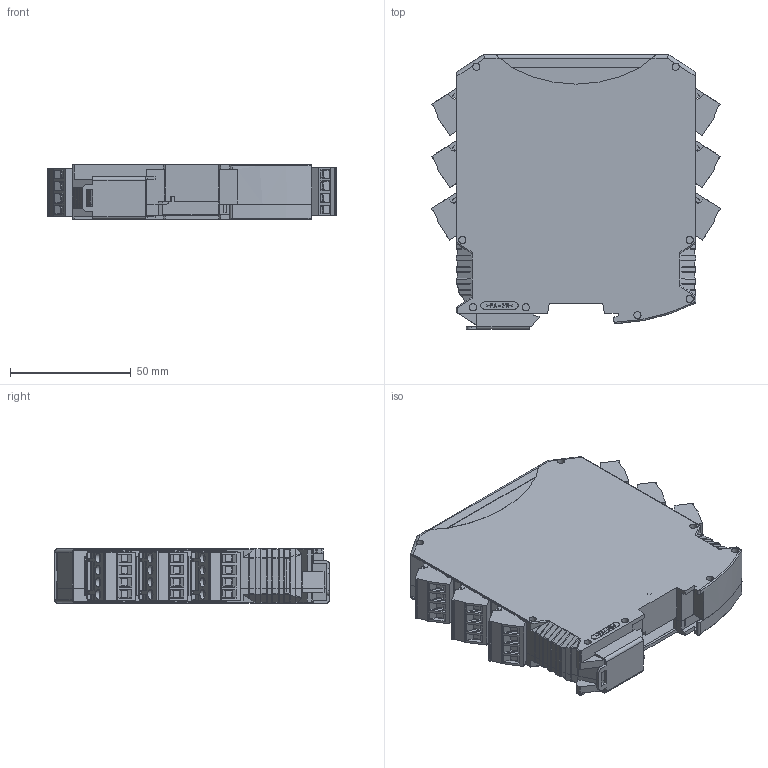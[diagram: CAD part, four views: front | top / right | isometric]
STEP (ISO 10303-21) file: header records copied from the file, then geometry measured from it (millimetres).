
FILE_DESCRIPTION(/* description */ ('Unknown'),/* implementation_level */ '2;1');
FILE_NAME(/* name */ 'CZAK-04_1',/* time_stamp */ '2020-04-10T12:16:56+02:00',/* author */ ('Unknown'),/* organization */ ('Unknown'),/* preprocessor_version */ 'ST-DEVELOPER v16.7',/* originating_system */ 'DEX',/* authorisation */ $);
FILE_SCHEMA (('AUTOMOTIVE_DESIGN {1 0 10303 214 3 1 1}'));
Length unit declared in the file: millimetre
Products named in the file (16): Obudowa 22 01 32 0; Fussriegel_17.5_L30_H.Select__00315466; ME_MAX_GEH-L_CL_G_3-3_H.Select__00481440; ME_MAX_22.5_DKL_CL_H.Select__00472368.1; ME_MAX_22.5_GEH-R_CL_G_3-3_H.Select_00483135; ME_MAX_22.5_PLATE_H.Select__00480393.1; IN1; 2907774; Wtyczka biala; MSTBT_2.5_4-ST_H.Select_1; IN2; 2907774_1; OUT; 2907787; Wtyczka niebieska; MSTBT_2.5_4-ST_H.Select
Assembly tree (22 placements, depth 3):
  Obudowa 22 01 32 0
    Fussriegel_17.5_L30_H.Select__00315466
    ME_MAX_GEH-L_CL_G_3-3_H.Select__00481440
    ME_MAX_22.5_DKL_CL_H.Select__00472368.1
    ME_MAX_22.5_GEH-R_CL_G_3-3_H.Select_00483135
    ME_MAX_22.5_PLATE_H.Select__00480393.1
    IN1  x2
      2907774
    Wtyczka biala  x3
      MSTBT_2.5_4-ST_H.Select_1
    IN2
      2907774_1
    OUT  x3
      2907787
    Wtyczka niebieska  x3
      MSTBT_2.5_4-ST_H.Select
Bounding box: 119.32 x 113.6 x 22.6 mm (x, y, z)
Volume: 77589 mm3; surface area: 93773.8 mm2
Topology: 17 solids, 20 shells, 4113 faces, 10904 edges, 7082 vertices
Faces by surface type: plane 3386, cylinder 700, cone 25, torus 2
Full cylindrical faces by diameter (mm): 1.35 x4, 1.4 x40, 1.6 x1, 2.2 x12, 2.8 x43, 3 x22, 3.783 x24, 4 x24, 4.5 x1
Entity records: 87566 total; most frequent: CARTESIAN_POINT 15077, ORIENTED_EDGE 13480, DIRECTION 12813, EDGE_CURVE 6740, LINE 5719, VECTOR 5719, VERTEX_POINT 4440, AXIS2_PLACEMENT_3D 3547
